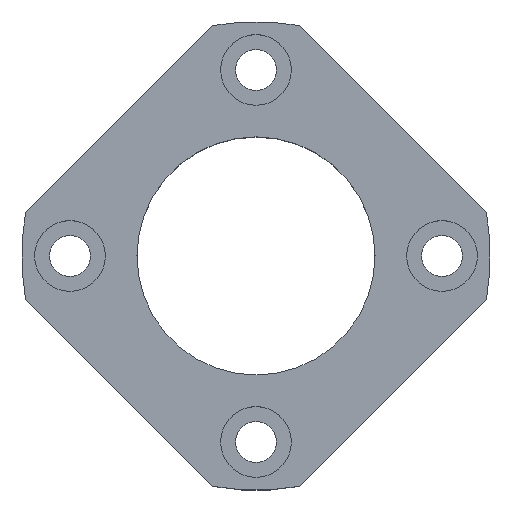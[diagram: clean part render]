
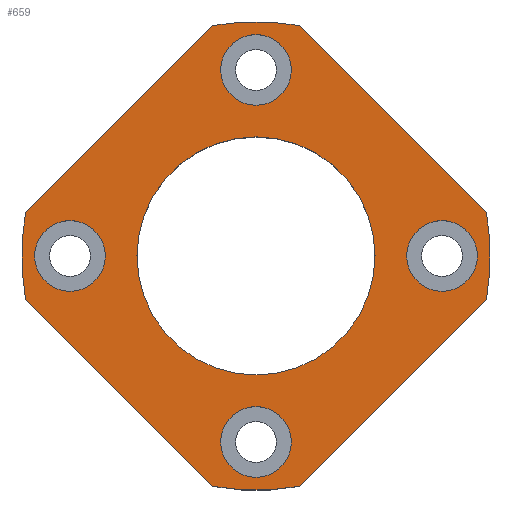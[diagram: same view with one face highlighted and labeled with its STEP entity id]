
A CAD part, top view. The second image highlights one B-rep face of the part: STEP entity #659.
In plain terms, the highlighted planar face has unit normal (0, 0, 1).
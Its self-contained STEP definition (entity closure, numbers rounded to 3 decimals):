
#4 = CARTESIAN_POINT ( 'NONE',  ( 16., 0., 0. ) ) ;
#9 = EDGE_CURVE ( 'NONE', #457, #181, #211, .T. ) ;
#10 = CARTESIAN_POINT ( 'NONE',  ( 5.81, 30.96, 0. ) ) ;
#22 = DIRECTION ( 'NONE',  ( 1., 0., 0. ) ) ;
#36 = ORIENTED_EDGE ( 'NONE', *, *, #9, .T. ) ;
#39 = CARTESIAN_POINT ( 'NONE',  ( -30.96, -5.81, 0. ) ) ;
#48 = CARTESIAN_POINT ( 'NONE',  ( 0., 0., 0. ) ) ;
#59 = VERTEX_POINT ( 'NONE', #318 ) ;
#67 = ORIENTED_EDGE ( 'NONE', *, *, #289, .T. ) ;
#70 = VERTEX_POINT ( 'NONE', #753 ) ;
#74 = DIRECTION ( 'NONE',  ( 0., 0., 1. ) ) ;
#82 = EDGE_LOOP ( 'NONE', ( #509, #752, #745, #278, #67, #525, #168, #36 ) ) ;
#84 = DIRECTION ( 'NONE',  ( 1., 0., 0. ) ) ;
#86 = VERTEX_POINT ( 'NONE', #4 ) ;
#89 = LINE ( 'NONE', #10, #116 ) ;
#95 = DIRECTION ( 'NONE',  ( 1., 0., 0. ) ) ;
#101 = EDGE_LOOP ( 'NONE', ( #539 ) ) ;
#103 = DIRECTION ( 'NONE',  ( 0., 0., 1. ) ) ;
#112 = VERTEX_POINT ( 'NONE', #280 ) ;
#116 = VECTOR ( 'NONE', #693, 1000. ) ;
#117 = LINE ( 'NONE', #39, #316 ) ;
#122 = ORIENTED_EDGE ( 'NONE', *, *, #598, .F. ) ;
#132 = VERTEX_POINT ( 'NONE', #338 ) ;
#138 = DIRECTION ( 'NONE',  ( 0., 0., 1. ) ) ;
#139 = CARTESIAN_POINT ( 'NONE',  ( 0., 0., 0. ) ) ;
#140 = EDGE_LOOP ( 'NONE', ( #572 ) ) ;
#141 = AXIS2_PLACEMENT_3D ( 'NONE', #373, #300, #228 ) ;
#142 = ORIENTED_EDGE ( 'NONE', *, *, #401, .F. ) ;
#151 = CARTESIAN_POINT ( 'NONE',  ( 0., -25., 0. ) ) ;
#154 = CARTESIAN_POINT ( 'NONE',  ( -25., 0., 0. ) ) ;
#159 = CIRCLE ( 'NONE', #618, 31.5 ) ;
#160 = AXIS2_PLACEMENT_3D ( 'NONE', #151, #74, #756 ) ;
#167 = DIRECTION ( 'NONE',  ( 0., 0., 1. ) ) ;
#168 = ORIENTED_EDGE ( 'NONE', *, *, #467, .T. ) ;
#173 = AXIS2_PLACEMENT_3D ( 'NONE', #344, #273, #199 ) ;
#178 = DIRECTION ( 'NONE',  ( -0.707, -0.707, 0. ) ) ;
#181 = VERTEX_POINT ( 'NONE', #250 ) ;
#182 = EDGE_CURVE ( 'NONE', #258, #258, #617, .T. ) ;
#183 = CARTESIAN_POINT ( 'NONE',  ( -20.25, 0., 0. ) ) ;
#199 = DIRECTION ( 'NONE',  ( 1., 0., 0. ) ) ;
#210 = AXIS2_PLACEMENT_3D ( 'NONE', #241, #167, #84 ) ;
#211 = CIRCLE ( 'NONE', #406, 31.5 ) ;
#216 = CIRCLE ( 'NONE', #141, 31.5 ) ;
#220 = VERTEX_POINT ( 'NONE', #435 ) ;
#228 = DIRECTION ( 'NONE',  ( 0., -1., 0. ) ) ;
#235 = AXIS2_PLACEMENT_3D ( 'NONE', #624, #542, #458 ) ;
#241 = CARTESIAN_POINT ( 'NONE',  ( 0., 0., 0. ) ) ;
#245 = EDGE_CURVE ( 'NONE', #132, #112, #323, .T. ) ;
#250 = CARTESIAN_POINT ( 'NONE',  ( 30.96, 5.81, 0. ) ) ;
#255 = CARTESIAN_POINT ( 'NONE',  ( -5.81, 30.96, 0. ) ) ;
#258 = VERTEX_POINT ( 'NONE', #183 ) ;
#273 = DIRECTION ( 'NONE',  ( 0., 0., 1. ) ) ;
#278 = ORIENTED_EDGE ( 'NONE', *, *, #592, .T. ) ;
#280 = CARTESIAN_POINT ( 'NONE',  ( 5.81, -30.96, 0. ) ) ;
#285 = FACE_BOUND ( 'NONE', #101, .T. ) ;
#289 = EDGE_CURVE ( 'NONE', #609, #132, #117, .T. ) ;
#300 = DIRECTION ( 'NONE',  ( 0., 0., 1. ) ) ;
#316 = VECTOR ( 'NONE', #721, 1000. ) ;
#318 = CARTESIAN_POINT ( 'NONE',  ( 5.81, 30.96, 0. ) ) ;
#323 = CIRCLE ( 'NONE', #669, 31.5 ) ;
#324 = CIRCLE ( 'NONE', #160, 4.75 ) ;
#326 = AXIS2_PLACEMENT_3D ( 'NONE', #400, #103, #22 ) ;
#329 = LINE ( 'NONE', #255, #343 ) ;
#335 = DIRECTION ( 'NONE',  ( 0., -1., 0. ) ) ;
#338 = CARTESIAN_POINT ( 'NONE',  ( -5.81, -30.96, 0. ) ) ;
#343 = VECTOR ( 'NONE', #178, 1000. ) ;
#344 = CARTESIAN_POINT ( 'NONE',  ( 25., 0., 0. ) ) ;
#350 = CARTESIAN_POINT ( 'NONE',  ( -5.81, 30.96, 0. ) ) ;
#363 = FACE_BOUND ( 'NONE', #140, .T. ) ;
#368 = DIRECTION ( 'NONE',  ( 0.707, 0.707, 0. ) ) ;
#373 = CARTESIAN_POINT ( 'NONE',  ( 0., 0., 0. ) ) ;
#377 = CIRCLE ( 'NONE', #173, 4.75 ) ;
#382 = FACE_BOUND ( 'NONE', #485, .T. ) ;
#400 = CARTESIAN_POINT ( 'NONE',  ( 0., 25., 0. ) ) ;
#401 = EDGE_CURVE ( 'NONE', #546, #546, #377, .T. ) ;
#406 = AXIS2_PLACEMENT_3D ( 'NONE', #489, #409, #335 ) ;
#409 = DIRECTION ( 'NONE',  ( 0., 0., 1. ) ) ;
#419 = FACE_BOUND ( 'NONE', #755, .T. ) ;
#435 = CARTESIAN_POINT ( 'NONE',  ( -30.96, 5.81, 0. ) ) ;
#444 = CARTESIAN_POINT ( 'NONE',  ( 30.96, -5.81, 0. ) ) ;
#456 = FACE_BOUND ( 'NONE', #563, .T. ) ;
#457 = VERTEX_POINT ( 'NONE', #461 ) ;
#458 = DIRECTION ( 'NONE',  ( 0., 1., 0. ) ) ;
#460 = EDGE_CURVE ( 'NONE', #86, #86, #739, .T. ) ;
#461 = CARTESIAN_POINT ( 'NONE',  ( 30.96, -5.81, 0. ) ) ;
#463 = CARTESIAN_POINT ( 'NONE',  ( 29.75, 0., 0. ) ) ;
#467 = EDGE_CURVE ( 'NONE', #112, #457, #524, .T. ) ;
#477 = VECTOR ( 'NONE', #368, 1000. ) ;
#478 = VERTEX_POINT ( 'NONE', #350 ) ;
#485 = EDGE_LOOP ( 'NONE', ( #122 ) ) ;
#489 = CARTESIAN_POINT ( 'NONE',  ( 0., 0., 0. ) ) ;
#496 = DIRECTION ( 'NONE',  ( 0., -1., 0. ) ) ;
#500 = FACE_OUTER_BOUND ( 'NONE', #82, .T. ) ;
#509 = ORIENTED_EDGE ( 'NONE', *, *, #585, .T. ) ;
#523 = EDGE_CURVE ( 'NONE', #59, #478, #159, .T. ) ;
#524 = LINE ( 'NONE', #444, #477 ) ;
#525 = ORIENTED_EDGE ( 'NONE', *, *, #245, .T. ) ;
#539 = ORIENTED_EDGE ( 'NONE', *, *, #656, .F. ) ;
#542 = DIRECTION ( 'NONE',  ( 0., 0., -1. ) ) ;
#546 = VERTEX_POINT ( 'NONE', #463 ) ;
#563 = EDGE_LOOP ( 'NONE', ( #673 ) ) ;
#572 = ORIENTED_EDGE ( 'NONE', *, *, #182, .F. ) ;
#576 = DIRECTION ( 'NONE',  ( 0., 0., 1. ) ) ;
#585 = EDGE_CURVE ( 'NONE', #181, #59, #89, .T. ) ;
#589 = CARTESIAN_POINT ( 'NONE',  ( 4.75, 25., 0. ) ) ;
#592 = EDGE_CURVE ( 'NONE', #220, #609, #216, .T. ) ;
#598 = EDGE_CURVE ( 'NONE', #70, #70, #324, .T. ) ;
#608 = AXIS2_PLACEMENT_3D ( 'NONE', #154, #138, #95 ) ;
#609 = VERTEX_POINT ( 'NONE', #674 ) ;
#617 = CIRCLE ( 'NONE', #608, 4.75 ) ;
#618 = AXIS2_PLACEMENT_3D ( 'NONE', #48, #731, #652 ) ;
#624 = CARTESIAN_POINT ( 'NONE',  ( 0., 31.5, 0. ) ) ;
#652 = DIRECTION ( 'NONE',  ( 0., -1., 0. ) ) ;
#654 = EDGE_CURVE ( 'NONE', #478, #220, #329, .T. ) ;
#656 = EDGE_CURVE ( 'NONE', #672, #672, #743, .T. ) ;
#659 = ADVANCED_FACE ( 'NONE', ( #285, #363, #382, #419, #456, #500 ), #703, .F. ) ;
#669 = AXIS2_PLACEMENT_3D ( 'NONE', #139, #576, #496 ) ;
#672 = VERTEX_POINT ( 'NONE', #589 ) ;
#673 = ORIENTED_EDGE ( 'NONE', *, *, #460, .F. ) ;
#674 = CARTESIAN_POINT ( 'NONE',  ( -30.96, -5.81, 0. ) ) ;
#693 = DIRECTION ( 'NONE',  ( -0.707, 0.707, 0. ) ) ;
#703 = PLANE ( 'NONE',  #235 ) ;
#721 = DIRECTION ( 'NONE',  ( 0.707, -0.707, 0. ) ) ;
#731 = DIRECTION ( 'NONE',  ( 0., 0., 1. ) ) ;
#739 = CIRCLE ( 'NONE', #210, 16. ) ;
#743 = CIRCLE ( 'NONE', #326, 4.75 ) ;
#745 = ORIENTED_EDGE ( 'NONE', *, *, #654, .T. ) ;
#752 = ORIENTED_EDGE ( 'NONE', *, *, #523, .T. ) ;
#753 = CARTESIAN_POINT ( 'NONE',  ( 4.75, -25., 0. ) ) ;
#755 = EDGE_LOOP ( 'NONE', ( #142 ) ) ;
#756 = DIRECTION ( 'NONE',  ( 1., 0., 0. ) ) ;
